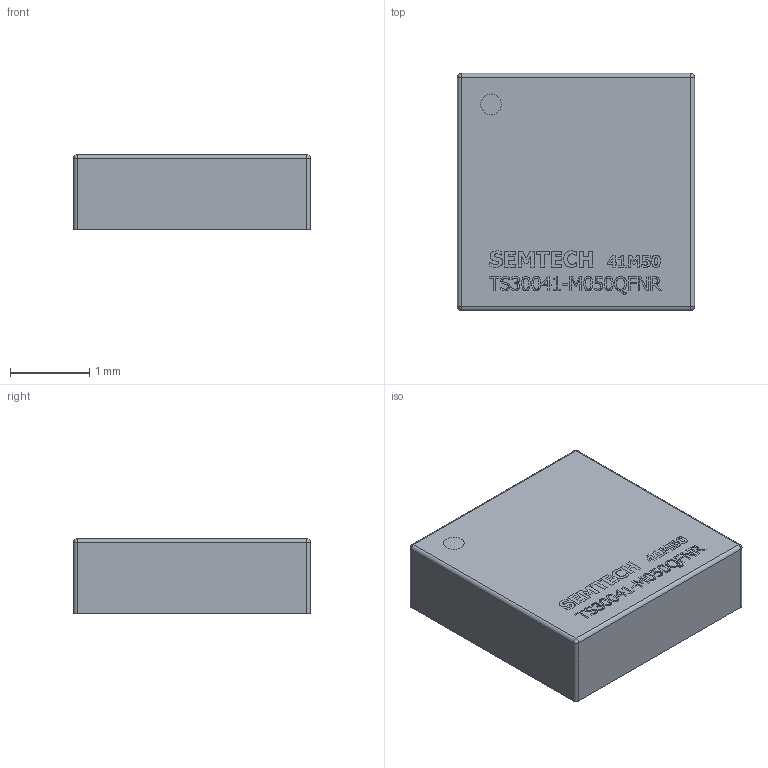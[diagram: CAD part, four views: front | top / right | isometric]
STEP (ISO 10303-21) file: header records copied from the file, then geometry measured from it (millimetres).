
FILE_DESCRIPTION( ( '' ), ' ' );
FILE_NAME( '5c06e626552c8716c29de873.step', '2018-12-04T20:40:07', ( '' ), ( '' ), ' ', ' ', ' ' );
FILE_SCHEMA( ( 'AUTOMOTIVE_DESIGN { 1 0 10303 214 1 1 1 1 }' ) );
Length unit declared in the file: metre
Products named in the file (30): Open CASCADE STEP translator 6.8 2; Open CASCADE STEP translator 6.8 1
Bounding box: 3 x 3 x 0.95 mm (x, y, z)
Volume: 8.6 mm3; surface area: 32.2 mm2
Topology: 30 solids, 30 shells, 468 faces, 1212 edges, 804 vertices
Faces by surface type: plane 277, extrusion 96, cylinder 86, bspline 5, sphere 4
Full cylindrical faces by diameter (mm): 0.262 x1
Entity records: 25338 total; most frequent: CARTESIAN_POINT 4192, ORIENTED_EDGE 2422, DIRECTION 1976, STYLED_ITEM 1679, PRESENTATION_STYLE_ASSIGNMENT 1679, COLOUR_RGB 1679, EDGE_CURVE 1211, CURVE_STYLE 1211
